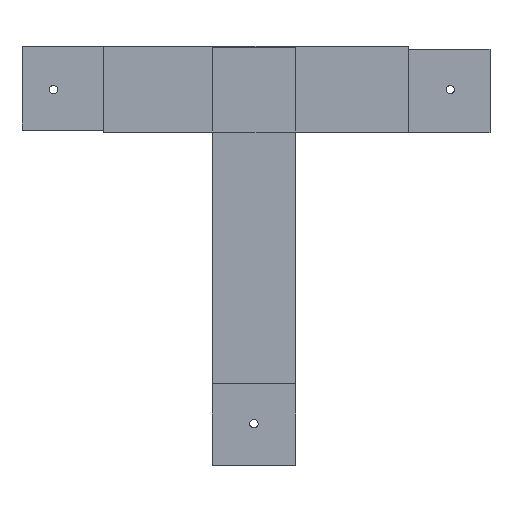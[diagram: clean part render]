
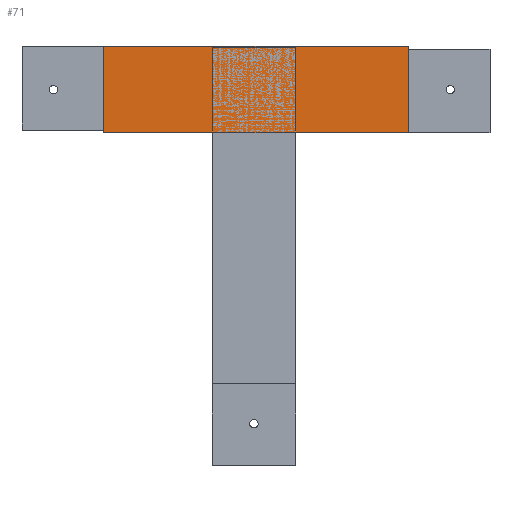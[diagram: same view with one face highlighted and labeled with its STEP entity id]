
A CAD part, top view. The second image highlights one B-rep face of the part: STEP entity #71.
In plain terms, the highlighted planar face has unit normal (0, 0, 1).
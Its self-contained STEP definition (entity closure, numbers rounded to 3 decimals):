
#71=ADVANCED_FACE('',(#125),#783,.T.);
#125=FACE_OUTER_BOUND('',#185,.T.);
#185=EDGE_LOOP('',(#338,#339,#340,#341));
#338=ORIENTED_EDGE('',*,*,#494,.T.);
#339=ORIENTED_EDGE('',*,*,#498,.T.);
#340=ORIENTED_EDGE('',*,*,#501,.T.);
#341=ORIENTED_EDGE('',*,*,#503,.T.);
#494=EDGE_CURVE('',#717,#716,#620,.T.);
#498=EDGE_CURVE('',#716,#719,#624,.T.);
#501=EDGE_CURVE('',#719,#721,#627,.T.);
#503=EDGE_CURVE('',#721,#717,#629,.T.);
#620=B_SPLINE_CURVE_WITH_KNOTS('',1,(#1176,#1177),.UNSPECIFIED.,.F.,.F.,
(2,2),(0.,72.847),.UNSPECIFIED.);
#624=B_SPLINE_CURVE_WITH_KNOTS('',1,(#1184,#1185),.UNSPECIFIED.,.F.,.F.,
(2,2),(72.847,93.496),.UNSPECIFIED.);
#627=B_SPLINE_CURVE_WITH_KNOTS('',1,(#1190,#1191),.UNSPECIFIED.,.F.,.F.,
(2,2),(93.496,166.343),.UNSPECIFIED.);
#629=B_SPLINE_CURVE_WITH_KNOTS('',1,(#1194,#1195),.UNSPECIFIED.,.F.,.F.,
(2,2),(166.343,186.992),.UNSPECIFIED.);
#716=VERTEX_POINT('',#1166);
#717=VERTEX_POINT('',#1167);
#719=VERTEX_POINT('',#1169);
#721=VERTEX_POINT('',#1171);
#783=PLANE('',#869);
#869=AXIS2_PLACEMENT_3D('',#1163,#950,$);
#950=DIRECTION('',(0.,0.,1.));
#1163=CARTESIAN_POINT('',(-8.924,50.676,2.));
#1166=CARTESIAN_POINT('',(63.924,50.676,2.));
#1167=CARTESIAN_POINT('',(-8.924,50.676,2.));
#1169=CARTESIAN_POINT('',(63.924,71.324,2.));
#1171=CARTESIAN_POINT('',(-8.924,71.324,2.));
#1176=CARTESIAN_POINT('',(-8.924,50.676,2.));
#1177=CARTESIAN_POINT('',(63.924,50.676,2.));
#1184=CARTESIAN_POINT('',(63.924,50.676,2.));
#1185=CARTESIAN_POINT('',(63.924,71.324,2.));
#1190=CARTESIAN_POINT('',(63.924,71.324,2.));
#1191=CARTESIAN_POINT('',(-8.924,71.324,2.));
#1194=CARTESIAN_POINT('',(-8.924,71.324,2.));
#1195=CARTESIAN_POINT('',(-8.924,50.676,2.));
